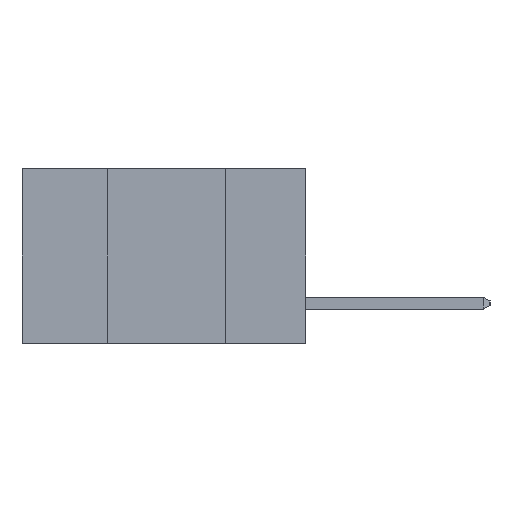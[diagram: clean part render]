
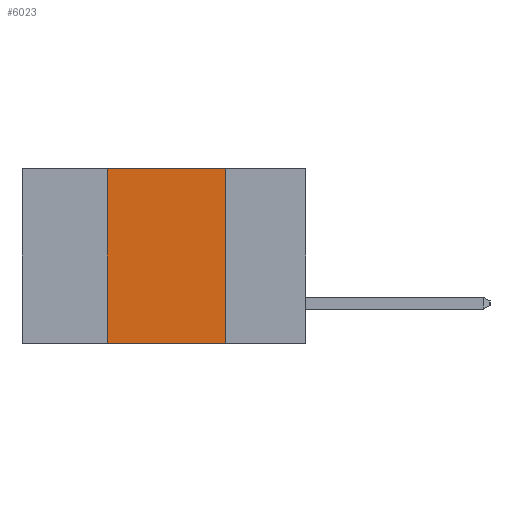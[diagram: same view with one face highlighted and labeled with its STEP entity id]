
A CAD part, left-side view. The second image highlights one B-rep face of the part: STEP entity #6023.
In plain terms, the highlighted planar face has unit normal (-1, 0, 0).
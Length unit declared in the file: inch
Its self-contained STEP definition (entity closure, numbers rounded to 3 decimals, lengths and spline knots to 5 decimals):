
#11 = LINE ( 'NONE', #10841, #10297 ) ;
#441 = CARTESIAN_POINT ( 'NONE',  ( 0., 0.42, 0. ) ) ;
#1184 = ORIENTED_EDGE ( 'NONE', *, *, #7544, .F. ) ;
#1601 = VERTEX_POINT ( 'NONE', #2017 ) ;
#1754 = VECTOR ( 'NONE', #12065, 39.37008 ) ;
#1944 = VERTEX_POINT ( 'NONE', #12317 ) ;
#2017 = CARTESIAN_POINT ( 'NONE',  ( 0., 0.17, 0. ) ) ;
#2152 = ORIENTED_EDGE ( 'NONE', *, *, #6897, .T. ) ;
#2233 = EDGE_LOOP ( 'NONE', ( #2314, #4095, #1184, #2152 ) ) ;
#2243 = VECTOR ( 'NONE', #11662, 39.37008 ) ;
#2314 = ORIENTED_EDGE ( 'NONE', *, *, #3706, .F. ) ;
#2989 = CARTESIAN_POINT ( 'NONE',  ( 0., 0.42, -0.37 ) ) ;
#3215 = CARTESIAN_POINT ( 'NONE',  ( 0., 0.42, -0.37 ) ) ;
#3706 = EDGE_CURVE ( 'NONE', #1601, #1944, #6977, .T. ) ;
#4095 = ORIENTED_EDGE ( 'NONE', *, *, #4119, .F. ) ;
#4119 = EDGE_CURVE ( 'NONE', #11104, #1601, #11, .T. ) ;
#4191 = DIRECTION ( 'NONE',  ( 0., 0., 1. ) ) ;
#4384 = LINE ( 'NONE', #3215, #9185 ) ;
#5222 = FACE_OUTER_BOUND ( 'NONE', #2233, .T. ) ;
#6023 = ADVANCED_FACE ( 'NONE', ( #5222 ), #6257, .F. ) ;
#6090 = DIRECTION ( 'NONE',  ( 0., 0., -1. ) ) ;
#6110 = DIRECTION ( 'NONE',  ( 1., 0., 0. ) ) ;
#6257 = PLANE ( 'NONE',  #10746 ) ;
#6405 = CARTESIAN_POINT ( 'NONE',  ( 0., 0.6, 0. ) ) ;
#6897 = EDGE_CURVE ( 'NONE', #11523, #1944, #7469, .T. ) ;
#6977 = LINE ( 'NONE', #12130, #1754 ) ;
#7469 = LINE ( 'NONE', #8038, #2243 ) ;
#7544 = EDGE_CURVE ( 'NONE', #11523, #11104, #4384, .T. ) ;
#8038 = CARTESIAN_POINT ( 'NONE',  ( 0., 0.6, -0.37 ) ) ;
#9185 = VECTOR ( 'NONE', #4191, 39.37008 ) ;
#10297 = VECTOR ( 'NONE', #10831, 39.37008 ) ;
#10746 = AXIS2_PLACEMENT_3D ( 'NONE', #6405, #6110, #6090 ) ;
#10831 = DIRECTION ( 'NONE',  ( 0., -1., 0. ) ) ;
#10841 = CARTESIAN_POINT ( 'NONE',  ( 0., 0.6, 0. ) ) ;
#11104 = VERTEX_POINT ( 'NONE', #441 ) ;
#11523 = VERTEX_POINT ( 'NONE', #2989 ) ;
#11662 = DIRECTION ( 'NONE',  ( 0., -1., 0. ) ) ;
#12065 = DIRECTION ( 'NONE',  ( 0., 0., -1. ) ) ;
#12130 = CARTESIAN_POINT ( 'NONE',  ( 0., 0.17, -0.37 ) ) ;
#12317 = CARTESIAN_POINT ( 'NONE',  ( 0., 0.17, -0.37 ) ) ;
